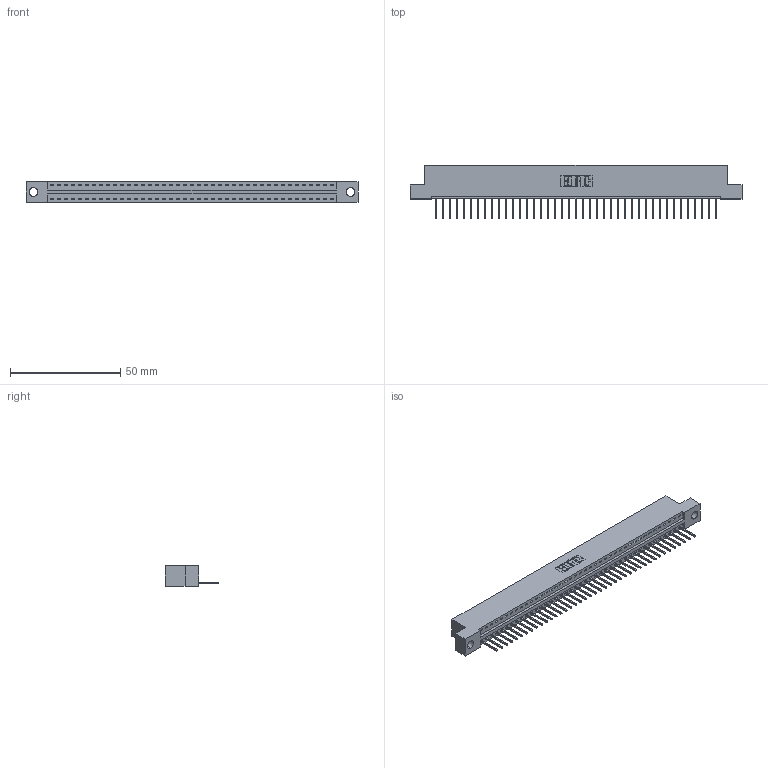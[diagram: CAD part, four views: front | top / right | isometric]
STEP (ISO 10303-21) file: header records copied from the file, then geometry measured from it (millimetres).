
FILE_DESCRIPTION (( 'STEP AP203' ), '1' );
FILE_NAME ('346-041-526-104.STEP', '2022-05-09T13:15:23', ( '' ), ( '' ), 'SwSTEP 2.0', 'SolidWorks 2020', '' );
FILE_SCHEMA (( 'CONFIG_CONTROL_DESIGN' ));
Length unit declared in the file: inch
Products named in the file (3): 346-041-526-104; 345-292-001_345-293-126; 346 Part_Flush Mounting Lugs - 0.156 Dia-TH
Assembly tree (42 placements, depth 2):
  346-041-526-104
    346 Part_Flush Mounting Lugs - 0.156 Dia-TH
    345-292-001_345-293-126  x41
Bounding box: 150.75 x 24.13 x 9.4 mm (x, y, z)
Volume: 14284.5 mm3; surface area: 17640.3 mm2
Topology: 42 solids, 42 shells, 2514 faces, 7581 edges, 4998 vertices
Faces by surface type: plane 1730, cylinder 784
Entity records: 26017 total; most frequent: CARTESIAN_POINT 4469, ORIENTED_EDGE 4442, DIRECTION 3943, EDGE_CURVE 2221, VECTOR 1925, LINE 1925, VERTEX_POINT 1478, AXIS2_PLACEMENT_3D 1009
